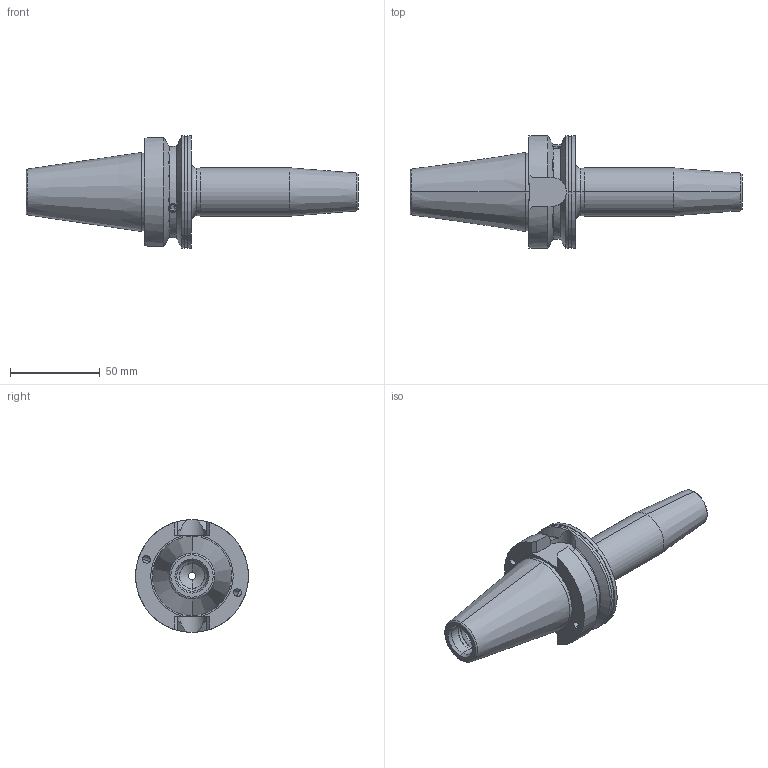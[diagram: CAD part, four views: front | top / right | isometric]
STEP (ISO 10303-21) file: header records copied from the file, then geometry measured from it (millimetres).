
FILE_DESCRIPTION (( 'STEP AP214' ), '1' );
FILE_NAME ('11.11.2019_39.P5.071.103.STEP', '2019-11-11T10:37:37', ( '' ), ( '' ), 'SwSTEP 2.0', 'SolidWorks 2014', '' );
FILE_SCHEMA (( 'AUTOMOTIVE_DESIGN' ));
Length unit declared in the file: millimetre
Products named in the file (1): 11.11.2019_39.P5.071.103
Bounding box: 185.4 x 63 x 63 mm (x, y, z)
Volume: 167525.6 mm3; surface area: 32656.9 mm2
Topology: 3 solids, 3 shells, 147 faces, 362 edges, 230 vertices
Faces by surface type: cylinder 52, plane 45, cone 34, torus 12, bspline 4
Entity records: 6463 total; most frequent: CARTESIAN_POINT 1400, ORIENTED_EDGE 724, DIRECTION 688, EDGE_CURVE 362, AXIS2_PLACEMENT_3D 274, VERTEX_POINT 230, EDGE_LOOP 166, UNCERTAINTY_MEASURE_WITH_UNIT 152
